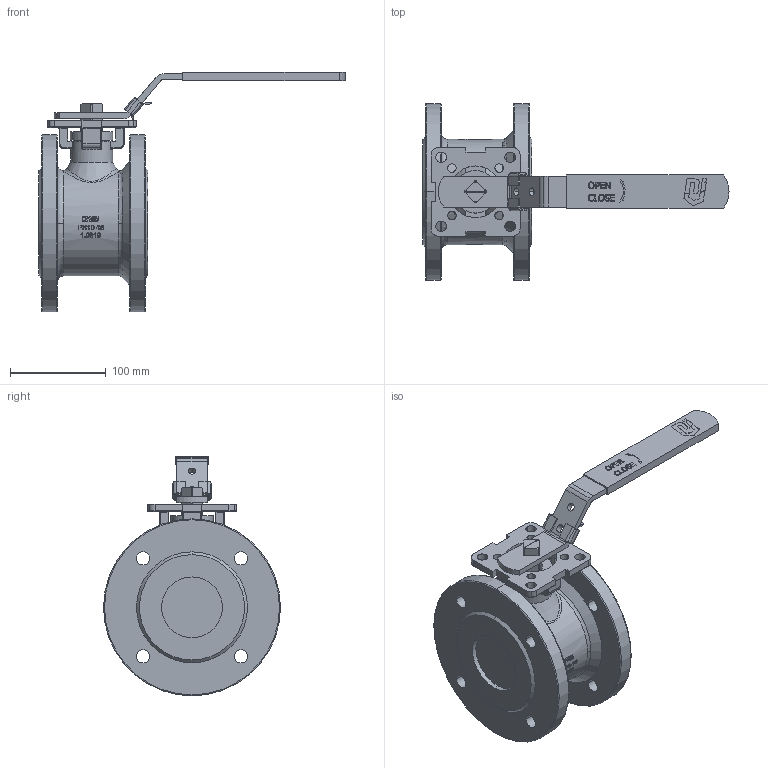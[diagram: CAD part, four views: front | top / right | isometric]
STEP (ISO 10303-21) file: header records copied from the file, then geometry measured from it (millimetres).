
FILE_DESCRIPTION(('HOOPS Exchange Step'),'2;1');
FILE_NAME('FK0300_DN65.stp','2025-07-24T11:53:41+02:00',('nieru'),('Unknown organisation'),'HOOPS Exchange 2024.2','HOOPS Exchange','Unknown authorisation');
FILE_SCHEMA( ('AP203_CONFIGURATION_CONTROLLED_3D_DESIGN_OF_MECHANICAL_PARTS_AND_ASSEMBLIES_MIM_LF') );
Length unit declared in the file: millimetre
Products named in the file (2): 0; root
Assembly tree (1 placements, depth 2):
  root
    0
Bounding box: 320 x 185 x 250.5 mm (x, y, z)
Volume: 1828658.5 mm3; surface area: 197890 mm2
Topology: 1 solids, 1 shells, 940 faces, 2573 edges, 1680 vertices
Faces by surface type: bspline 333, plane 295, cylinder 248, torus 42, cone 22
Entity records: 55605 total; most frequent: CARTESIAN_POINT 34159, ORIENTED_EDGE 5130, DIRECTION 3318, EDGE_CURVE 2565, VERTEX_POINT 1680, AXIS2_PLACEMENT_3D 1135, VECTOR 1048, LINE 1048
